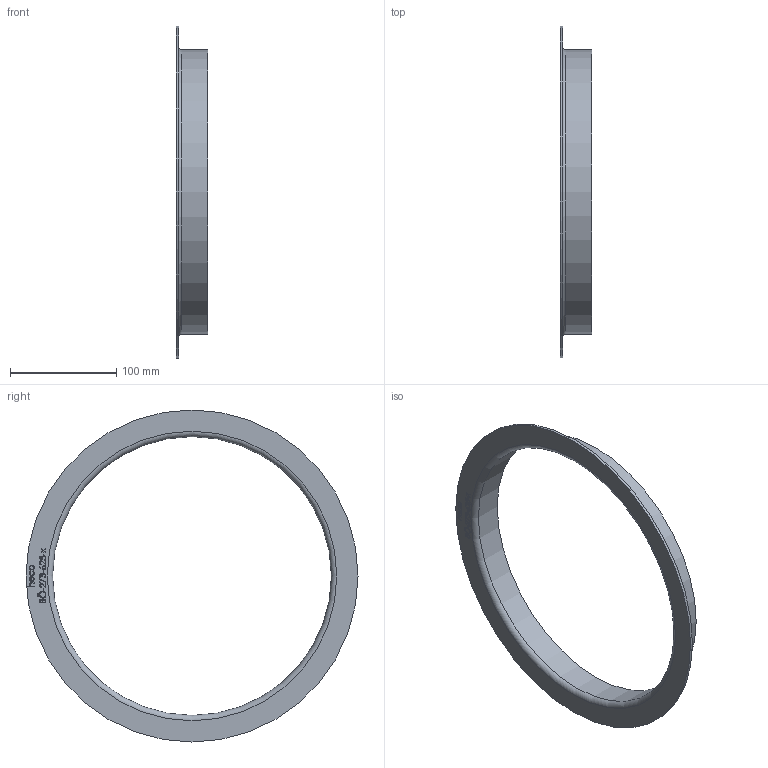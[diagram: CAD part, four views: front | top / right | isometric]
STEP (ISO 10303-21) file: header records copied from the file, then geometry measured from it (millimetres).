
FILE_DESCRIPTION (( 'STEP AP214' ), '1' );
FILE_NAME ('BÖ-273-625-x Vorschweissbördel 2010.STEP', '2020-11-25T09:29:05', ( '' ), ( '' ), 'SwSTEP 2.0', 'SolidWorks 2019', '' );
FILE_SCHEMA (( 'AUTOMOTIVE_DESIGN' ));
Length unit declared in the file: millimetre
Products named in the file (1): BÖ-273-625-x Vorschweissbördel 2010
Bounding box: 30 x 312 x 312 mm (x, y, z)
Volume: 110617.6 mm3; surface area: 92597.9 mm2
Topology: 1 solids, 1 shells, 211 faces, 551 edges, 367 vertices
Faces by surface type: plane 103, bspline 103, cylinder 3, torus 2
Full cylindrical faces by diameter (mm): 262 x1, 267 x1, 312 x1
Entity records: 14026 total; most frequent: CARTESIAN_POINT 7354, ORIENTED_EDGE 1090, DIRECTION 565, EDGE_CURVE 545, VERTEX_POINT 366, LINE 331, VECTOR 331, EDGE_LOOP 243
